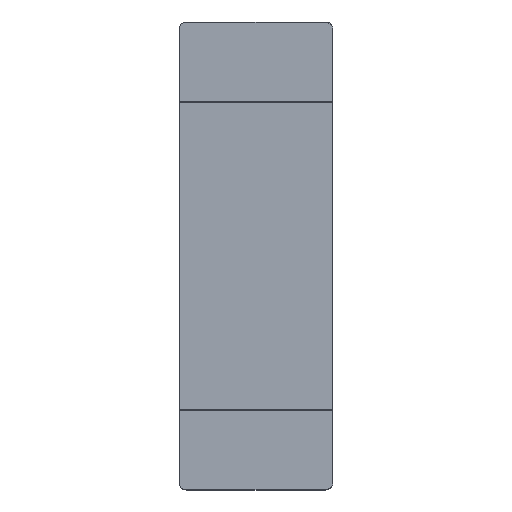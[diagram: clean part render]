
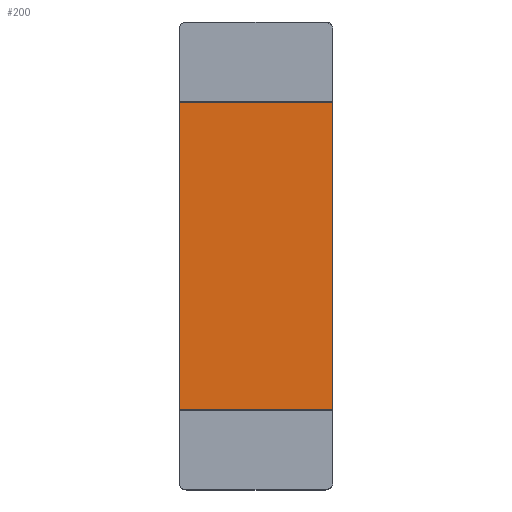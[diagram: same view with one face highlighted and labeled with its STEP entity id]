
A CAD part, top view. The second image highlights one B-rep face of the part: STEP entity #200.
In plain terms, the highlighted planar face has unit normal (0, 0, 1).
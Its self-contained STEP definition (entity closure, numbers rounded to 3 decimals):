
#200=ADVANCED_FACE($,(#1076),#11659,.T.);
#1076=FACE_OUTER_BOUND($,#1954,.T.);
#1954=EDGE_LOOP($,(#3339,#3340,#3341,#3342));
#3339=ORIENTED_EDGE($,*,*,#7447,.T.);
#3340=ORIENTED_EDGE($,*,*,#7448,.T.);
#3341=ORIENTED_EDGE($,*,*,#7449,.T.);
#3342=ORIENTED_EDGE($,*,*,#7450,.T.);
#7447=EDGE_CURVE($,#9825,#9826,#13015,.T.);
#7448=EDGE_CURVE($,#9826,#9827,#13016,.T.);
#7449=EDGE_CURVE($,#9827,#9828,#13017,.T.);
#7450=EDGE_CURVE($,#9828,#9825,#13018,.T.);
#9825=VERTEX_POINT($,#19417);
#9826=VERTEX_POINT($,#19418);
#9827=VERTEX_POINT($,#19419);
#9828=VERTEX_POINT($,#19420);
#11659=PLANE($,#14513);
#13015=B_SPLINE_CURVE_WITH_KNOTS($,3,(#19199,#19200,#19201,#19202),.UNSPECIFIED.,
.F.,.F.,(4,4),(1.,1999.),.UNSPECIFIED.);
#13016=B_SPLINE_CURVE_WITH_KNOTS($,3,(#19203,#19204,#19205,#19206),.UNSPECIFIED.,
.F.,.F.,(4,4),(1.,999.),.UNSPECIFIED.);
#13017=B_SPLINE_CURVE_WITH_KNOTS($,3,(#19207,#19208,#19209,#19210),.UNSPECIFIED.,
.F.,.F.,(4,4),(1.,1999.),.UNSPECIFIED.);
#13018=B_SPLINE_CURVE_WITH_KNOTS($,3,(#19211,#19212,#19213,#19214),.UNSPECIFIED.,
.F.,.F.,(4,4),(1.,999.),.UNSPECIFIED.);
#14513=AXIS2_PLACEMENT_3D($,#19268,#14716,$);
#14716=DIRECTION($,(0.,0.,1.));
#19199=CARTESIAN_POINT($,(499.,-66.424,36.088));
#19200=CARTESIAN_POINT($,(499.,599.576,36.088));
#19201=CARTESIAN_POINT($,(499.,1265.576,36.088));
#19202=CARTESIAN_POINT($,(499.,1931.576,36.088));
#19203=CARTESIAN_POINT($,(499.,1931.576,36.088));
#19204=CARTESIAN_POINT($,(166.333,1931.576,36.088));
#19205=CARTESIAN_POINT($,(-166.333,1931.576,36.088));
#19206=CARTESIAN_POINT($,(-499.,1931.576,36.088));
#19207=CARTESIAN_POINT($,(-499.,1931.576,36.088));
#19208=CARTESIAN_POINT($,(-499.,1265.576,36.088));
#19209=CARTESIAN_POINT($,(-499.,599.576,36.088));
#19210=CARTESIAN_POINT($,(-499.,-66.424,36.088));
#19211=CARTESIAN_POINT($,(-499.,-66.424,36.088));
#19212=CARTESIAN_POINT($,(-166.333,-66.424,36.088));
#19213=CARTESIAN_POINT($,(166.333,-66.424,36.088));
#19214=CARTESIAN_POINT($,(499.,-66.424,36.088));
#19268=CARTESIAN_POINT($,(-499.,-66.424,36.088));
#19417=CARTESIAN_POINT($,(499.,-66.424,36.088));
#19418=CARTESIAN_POINT($,(499.,1931.576,36.088));
#19419=CARTESIAN_POINT($,(-499.,1931.576,36.088));
#19420=CARTESIAN_POINT($,(-499.,-66.424,36.088));
